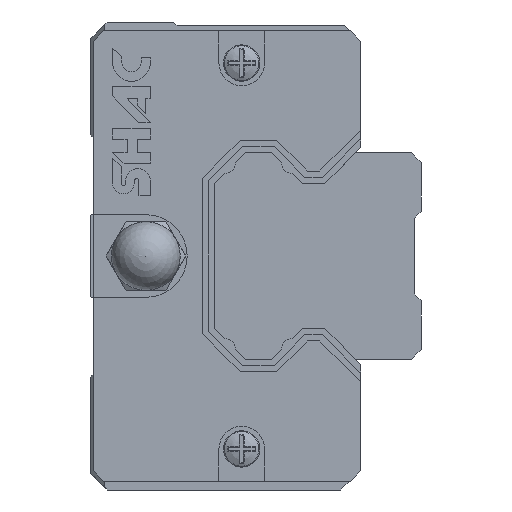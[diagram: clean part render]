
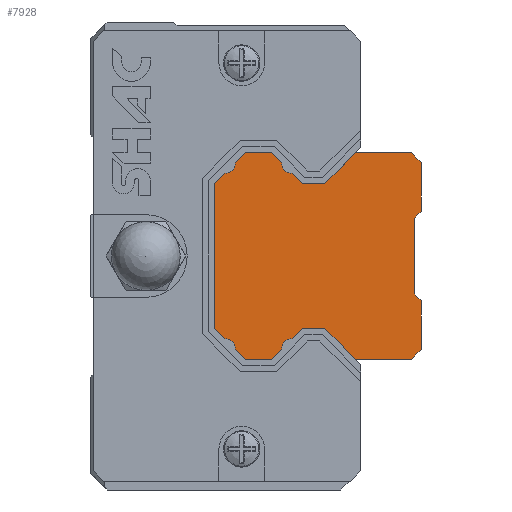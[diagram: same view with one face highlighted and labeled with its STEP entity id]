
A CAD part, left-side view. The second image highlights one B-rep face of the part: STEP entity #7928.
In plain terms, the highlighted planar face has unit normal (-1, 0, 0).
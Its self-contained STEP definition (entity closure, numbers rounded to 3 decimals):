
#187=CIRCLE('',#8459,0.73);
#188=CIRCLE('',#8460,0.73);
#189=CIRCLE('',#8461,0.73);
#190=CIRCLE('',#8462,0.73);
#378=ORIENTED_EDGE('',*,*,#2672,.T.);
#379=ORIENTED_EDGE('',*,*,#2641,.F.);
#380=ORIENTED_EDGE('',*,*,#2673,.F.);
#381=ORIENTED_EDGE('',*,*,#2674,.F.);
#382=ORIENTED_EDGE('',*,*,#2675,.F.);
#383=ORIENTED_EDGE('',*,*,#2676,.F.);
#384=ORIENTED_EDGE('',*,*,#2677,.F.);
#385=ORIENTED_EDGE('',*,*,#2678,.T.);
#386=ORIENTED_EDGE('',*,*,#2679,.F.);
#387=ORIENTED_EDGE('',*,*,#2680,.F.);
#388=ORIENTED_EDGE('',*,*,#2681,.F.);
#389=ORIENTED_EDGE('',*,*,#2682,.T.);
#390=ORIENTED_EDGE('',*,*,#2683,.F.);
#391=ORIENTED_EDGE('',*,*,#2684,.F.);
#392=ORIENTED_EDGE('',*,*,#2685,.F.);
#393=ORIENTED_EDGE('',*,*,#2686,.T.);
#394=ORIENTED_EDGE('',*,*,#2687,.F.);
#395=ORIENTED_EDGE('',*,*,#2688,.F.);
#396=ORIENTED_EDGE('',*,*,#2689,.F.);
#397=ORIENTED_EDGE('',*,*,#2690,.T.);
#398=ORIENTED_EDGE('',*,*,#2691,.F.);
#399=ORIENTED_EDGE('',*,*,#2692,.F.);
#400=ORIENTED_EDGE('',*,*,#2693,.F.);
#401=ORIENTED_EDGE('',*,*,#2694,.F.);
#402=ORIENTED_EDGE('',*,*,#2695,.F.);
#403=ORIENTED_EDGE('',*,*,#2643,.F.);
#404=ORIENTED_EDGE('',*,*,#2696,.T.);
#405=ORIENTED_EDGE('',*,*,#2697,.T.);
#2641=EDGE_CURVE('',#3789,#3787,#4574,.T.);
#2643=EDGE_CURVE('',#3791,#3792,#4576,.T.);
#2672=EDGE_CURVE('',#3818,#3787,#4601,.T.);
#2673=EDGE_CURVE('',#3819,#3789,#4602,.T.);
#2674=EDGE_CURVE('',#3820,#3819,#4603,.T.);
#2675=EDGE_CURVE('',#3821,#3820,#4604,.T.);
#2676=EDGE_CURVE('',#3822,#3821,#4605,.T.);
#2677=EDGE_CURVE('',#3823,#3822,#4606,.T.);
#2678=EDGE_CURVE('',#3823,#3824,#187,.T.);
#2679=EDGE_CURVE('',#3825,#3824,#4607,.T.);
#2680=EDGE_CURVE('',#3826,#3825,#4608,.T.);
#2681=EDGE_CURVE('',#3827,#3826,#4609,.T.);
#2682=EDGE_CURVE('',#3827,#3828,#188,.T.);
#2683=EDGE_CURVE('',#3829,#3828,#4610,.T.);
#2684=EDGE_CURVE('',#3830,#3829,#4611,.T.);
#2685=EDGE_CURVE('',#3831,#3830,#4612,.T.);
#2686=EDGE_CURVE('',#3831,#3832,#189,.T.);
#2687=EDGE_CURVE('',#3833,#3832,#4613,.T.);
#2688=EDGE_CURVE('',#3834,#3833,#4614,.T.);
#2689=EDGE_CURVE('',#3835,#3834,#4615,.T.);
#2690=EDGE_CURVE('',#3835,#3836,#190,.T.);
#2691=EDGE_CURVE('',#3837,#3836,#4616,.T.);
#2692=EDGE_CURVE('',#3838,#3837,#4617,.T.);
#2693=EDGE_CURVE('',#3839,#3838,#4618,.T.);
#2694=EDGE_CURVE('',#3840,#3839,#4619,.T.);
#2695=EDGE_CURVE('',#3792,#3840,#4620,.T.);
#2696=EDGE_CURVE('',#3791,#3841,#4621,.T.);
#2697=EDGE_CURVE('',#3841,#3818,#4622,.T.);
#3787=VERTEX_POINT('',#11282);
#3789=VERTEX_POINT('',#11286);
#3791=VERTEX_POINT('',#11291);
#3792=VERTEX_POINT('',#11293);
#3818=VERTEX_POINT('',#11350);
#3819=VERTEX_POINT('',#11352);
#3820=VERTEX_POINT('',#11354);
#3821=VERTEX_POINT('',#11356);
#3822=VERTEX_POINT('',#11358);
#3823=VERTEX_POINT('',#11360);
#3824=VERTEX_POINT('',#11362);
#3825=VERTEX_POINT('',#11364);
#3826=VERTEX_POINT('',#11366);
#3827=VERTEX_POINT('',#11368);
#3828=VERTEX_POINT('',#11370);
#3829=VERTEX_POINT('',#11372);
#3830=VERTEX_POINT('',#11374);
#3831=VERTEX_POINT('',#11376);
#3832=VERTEX_POINT('',#11378);
#3833=VERTEX_POINT('',#11380);
#3834=VERTEX_POINT('',#11382);
#3835=VERTEX_POINT('',#11384);
#3836=VERTEX_POINT('',#11386);
#3837=VERTEX_POINT('',#11388);
#3838=VERTEX_POINT('',#11390);
#3839=VERTEX_POINT('',#11392);
#3840=VERTEX_POINT('',#11394);
#3841=VERTEX_POINT('',#11397);
#4574=LINE('',#11287,#5551);
#4576=LINE('',#11292,#5553);
#4601=LINE('',#11349,#5578);
#4602=LINE('',#11351,#5579);
#4603=LINE('',#11353,#5580);
#4604=LINE('',#11355,#5581);
#4605=LINE('',#11357,#5582);
#4606=LINE('',#11359,#5583);
#4607=LINE('',#11363,#5584);
#4608=LINE('',#11365,#5585);
#4609=LINE('',#11367,#5586);
#4610=LINE('',#11371,#5587);
#4611=LINE('',#11373,#5588);
#4612=LINE('',#11375,#5589);
#4613=LINE('',#11379,#5590);
#4614=LINE('',#11381,#5591);
#4615=LINE('',#11383,#5592);
#4616=LINE('',#11387,#5593);
#4617=LINE('',#11389,#5594);
#4618=LINE('',#11391,#5595);
#4619=LINE('',#11393,#5596);
#4620=LINE('',#11395,#5597);
#4621=LINE('',#11396,#5598);
#4622=LINE('',#11398,#5599);
#5551=VECTOR('',#9074,1000.);
#5553=VECTOR('',#9078,1000.);
#5578=VECTOR('',#9115,1000.);
#5579=VECTOR('',#9116,1000.);
#5580=VECTOR('',#9117,1000.);
#5581=VECTOR('',#9118,1000.);
#5582=VECTOR('',#9119,1000.);
#5583=VECTOR('',#9120,1000.);
#5584=VECTOR('',#9123,1000.);
#5585=VECTOR('',#9124,1000.);
#5586=VECTOR('',#9125,1000.);
#5587=VECTOR('',#9128,1000.);
#5588=VECTOR('',#9129,1000.);
#5589=VECTOR('',#9130,1000.);
#5590=VECTOR('',#9133,1000.);
#5591=VECTOR('',#9134,1000.);
#5592=VECTOR('',#9135,1000.);
#5593=VECTOR('',#9138,1000.);
#5594=VECTOR('',#9139,1000.);
#5595=VECTOR('',#9140,1000.);
#5596=VECTOR('',#9141,1000.);
#5597=VECTOR('',#9142,1000.);
#5598=VECTOR('',#9143,1000.);
#5599=VECTOR('',#9144,1000.);
#6528=EDGE_LOOP('',(#378,#379,#380,#381,#382,#383,#384,#385,#386,#387,#388,
#389,#390,#391,#392,#393,#394,#395,#396,#397,#398,#399,#400,#401,#402,#403,
#404,#405));
#7047=FACE_BOUND('',#6528,.T.);
#7570=PLANE('',#8458);
#7928=ADVANCED_FACE('',(#7047),#7570,.F.);
#8458=AXIS2_PLACEMENT_3D('',#11348,#9113,#9114);
#8459=AXIS2_PLACEMENT_3D('',#11361,#9121,#9122);
#8460=AXIS2_PLACEMENT_3D('',#11369,#9126,#9127);
#8461=AXIS2_PLACEMENT_3D('',#11377,#9131,#9132);
#8462=AXIS2_PLACEMENT_3D('',#11385,#9136,#9137);
#9074=DIRECTION('',(0.,0.,-1.));
#9078=DIRECTION('',(0.,0.,-1.));
#9113=DIRECTION('',(1.,0.,0.));
#9114=DIRECTION('',(0.,0.,-1.));
#9115=DIRECTION('',(0.,-0.707,0.707));
#9116=DIRECTION('',(0.,-0.707,-0.707));
#9117=DIRECTION('',(0.,-1.,0.));
#9118=DIRECTION('',(0.,-0.707,0.707));
#9119=DIRECTION('',(0.,-1.,0.));
#9120=DIRECTION('',(0.,-0.707,-0.707));
#9121=DIRECTION('',(1.,0.,0.));
#9122=DIRECTION('',(0.,0.,-1.));
#9123=DIRECTION('',(0.,-0.707,-0.707));
#9124=DIRECTION('',(0.,-1.,0.));
#9125=DIRECTION('',(0.,-0.707,0.707));
#9126=DIRECTION('',(1.,0.,0.));
#9127=DIRECTION('',(0.,0.,-1.));
#9128=DIRECTION('',(0.,-0.707,0.707));
#9129=DIRECTION('',(0.,0.,1.));
#9130=DIRECTION('',(0.,0.707,0.707));
#9131=DIRECTION('',(1.,0.,0.));
#9132=DIRECTION('',(0.,0.,-1.));
#9133=DIRECTION('',(0.,0.707,0.707));
#9134=DIRECTION('',(0.,1.,0.));
#9135=DIRECTION('',(0.,0.707,-0.707));
#9136=DIRECTION('',(1.,0.,0.));
#9137=DIRECTION('',(0.,0.,-1.));
#9138=DIRECTION('',(0.,0.707,-0.707));
#9139=DIRECTION('',(0.,1.,0.));
#9140=DIRECTION('',(0.,0.707,0.707));
#9141=DIRECTION('',(0.,1.,0.));
#9142=DIRECTION('',(0.,0.707,-0.707));
#9143=DIRECTION('',(0.,0.707,0.707));
#9144=DIRECTION('',(0.,0.,1.));
#11282=CARTESIAN_POINT('',(-50.,0.,3.25));
#11286=CARTESIAN_POINT('',(-50.,0.,6.8));
#11287=CARTESIAN_POINT('',(-50.,0.,6.8));
#11291=CARTESIAN_POINT('',(-50.,0.,-3.25));
#11292=CARTESIAN_POINT('',(-50.,0.,6.8));
#11293=CARTESIAN_POINT('',(-50.,0.,-6.8));
#11348=CARTESIAN_POINT('',(-50.,9.394,6.746));
#11349=CARTESIAN_POINT('',(-50.,0.5,2.75));
#11350=CARTESIAN_POINT('',(-50.,0.5,2.75));
#11351=CARTESIAN_POINT('',(-50.,0.7,7.5));
#11352=CARTESIAN_POINT('',(-50.,0.7,7.5));
#11353=CARTESIAN_POINT('',(-50.,4.775,7.5));
#11354=CARTESIAN_POINT('',(-50.,4.775,7.5));
#11355=CARTESIAN_POINT('',(-50.,7.001,5.274));
#11356=CARTESIAN_POINT('',(-50.,7.001,5.274));
#11357=CARTESIAN_POINT('',(-50.,8.64,5.274));
#11358=CARTESIAN_POINT('',(-50.,8.64,5.274));
#11359=CARTESIAN_POINT('',(-50.,9.382,6.016));
#11360=CARTESIAN_POINT('',(-50.,9.382,6.016));
#11361=CARTESIAN_POINT('',(-50.,9.394,6.746));
#11362=CARTESIAN_POINT('',(-50.,10.124,6.758));
#11363=CARTESIAN_POINT('',(-50.,10.866,7.5));
#11364=CARTESIAN_POINT('',(-50.,10.866,7.5));
#11365=CARTESIAN_POINT('',(-50.,12.774,7.5));
#11366=CARTESIAN_POINT('',(-50.,12.774,7.5));
#11367=CARTESIAN_POINT('',(-50.,13.516,6.758));
#11368=CARTESIAN_POINT('',(-50.,13.516,6.758));
#11369=CARTESIAN_POINT('',(-50.,14.246,6.746));
#11370=CARTESIAN_POINT('',(-50.,14.258,6.016));
#11371=CARTESIAN_POINT('',(-50.,15.,5.274));
#11372=CARTESIAN_POINT('',(-50.,15.,5.274));
#11373=CARTESIAN_POINT('',(-50.,15.,-5.274));
#11374=CARTESIAN_POINT('',(-50.,15.,-5.274));
#11375=CARTESIAN_POINT('',(-50.,14.258,-6.016));
#11376=CARTESIAN_POINT('',(-50.,14.258,-6.016));
#11377=CARTESIAN_POINT('',(-50.,14.246,-6.746));
#11378=CARTESIAN_POINT('',(-50.,13.516,-6.758));
#11379=CARTESIAN_POINT('',(-50.,12.774,-7.5));
#11380=CARTESIAN_POINT('',(-50.,12.774,-7.5));
#11381=CARTESIAN_POINT('',(-50.,10.866,-7.5));
#11382=CARTESIAN_POINT('',(-50.,10.866,-7.5));
#11383=CARTESIAN_POINT('',(-50.,10.124,-6.758));
#11384=CARTESIAN_POINT('',(-50.,10.124,-6.758));
#11385=CARTESIAN_POINT('',(-50.,9.394,-6.746));
#11386=CARTESIAN_POINT('',(-50.,9.382,-6.016));
#11387=CARTESIAN_POINT('',(-50.,8.64,-5.274));
#11388=CARTESIAN_POINT('',(-50.,8.64,-5.274));
#11389=CARTESIAN_POINT('',(-50.,7.001,-5.274));
#11390=CARTESIAN_POINT('',(-50.,7.001,-5.274));
#11391=CARTESIAN_POINT('',(-50.,4.775,-7.5));
#11392=CARTESIAN_POINT('',(-50.,4.775,-7.5));
#11393=CARTESIAN_POINT('',(-50.,0.7,-7.5));
#11394=CARTESIAN_POINT('',(-50.,0.7,-7.5));
#11395=CARTESIAN_POINT('',(-50.,0.,-6.8));
#11396=CARTESIAN_POINT('',(-50.,0.,-3.25));
#11397=CARTESIAN_POINT('',(-50.,0.5,-2.75));
#11398=CARTESIAN_POINT('',(-50.,0.5,-2.75));
